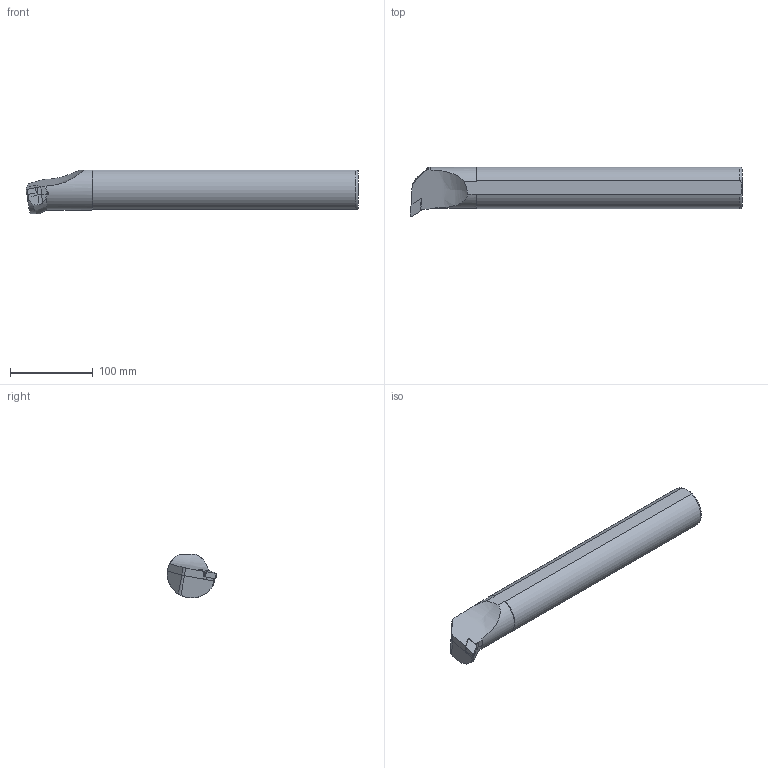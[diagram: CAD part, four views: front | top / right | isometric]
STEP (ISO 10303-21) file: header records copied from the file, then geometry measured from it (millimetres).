
FILE_DESCRIPTION(/* description */ (''),/* implementation_level */ '2;1');
FILE_NAME(/* name */ 'S50V-PDUNR-15.stp',/* time_stamp */ '2023-10-23T10:05:46+03:00',/* author */ (''),/* organization */ (''),/* preprocessor_version */ 'ST-DEVELOPER v19.4',/* originating_system */ 'SIEMENS PLM Software NX2306.3001',/* authorisation */ '');
FILE_SCHEMA (('AUTOMOTIVE_DESIGN { 1 0 10303 214 3 1 1 1 }'));
Length unit declared in the file: millimetre
Products named in the file (1): S50V-PDUNR-15
Bounding box: 400 x 60 x 52.99 mm (x, y, z)
Volume: 736381.3 mm3; surface area: 65511.2 mm2
Topology: 2 solids, 2 shells, 59 faces, 154 edges, 99 vertices
Faces by surface type: plane 28, cylinder 25, cone 4, torus 1, bspline 1
Entity records: 2265 total; most frequent: CARTESIAN_POINT 716, ORIENTED_EDGE 304, DIRECTION 288, EDGE_CURVE 152, AXIS2_PLACEMENT_3D 107, VERTEX_POINT 98, LINE 74, VECTOR 74
